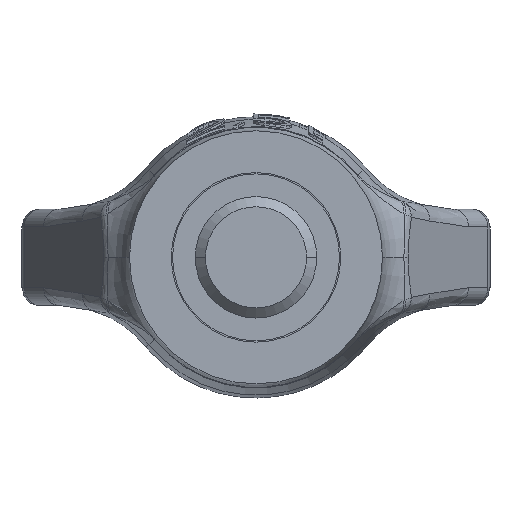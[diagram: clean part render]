
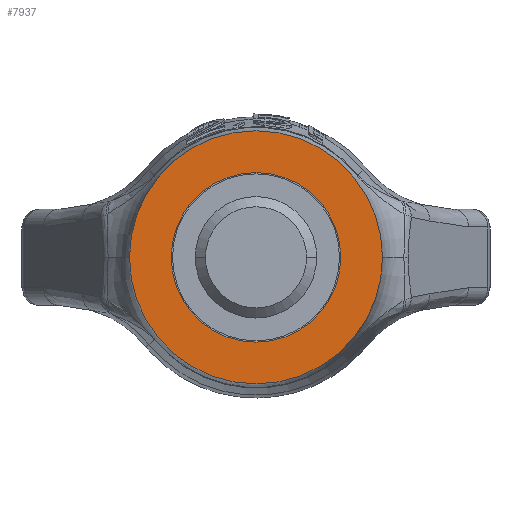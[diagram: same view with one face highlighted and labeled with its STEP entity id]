
A CAD part, front view. The second image highlights one B-rep face of the part: STEP entity #7937.
In plain terms, the highlighted planar face has unit normal (0, -1, 0).
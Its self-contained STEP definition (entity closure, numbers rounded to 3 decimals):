
#264=CARTESIAN_POINT('',(0.,-46.,0.));
#265=DIRECTION('',(0.,1.,0.));
#266=DIRECTION('',(-1.,0.,0.));
#267=AXIS2_PLACEMENT_3D('',#264,#265,#266);
#269=CARTESIAN_POINT('',(0.,-46.,0.));
#270=DIRECTION('',(0.,-1.,0.));
#271=DIRECTION('',(-1.,0.,0.));
#272=AXIS2_PLACEMENT_3D('',#269,#270,#271);
#274=CARTESIAN_POINT('',(0.,-46.,0.));
#275=DIRECTION('',(0.,-1.,0.));
#276=DIRECTION('',(-1.,0.,0.));
#277=AXIS2_PLACEMENT_3D('',#274,#275,#276);
#279=CARTESIAN_POINT('',(0.,-46.,0.));
#280=DIRECTION('',(0.,-1.,0.));
#281=DIRECTION('',(1.,0.,0.));
#282=AXIS2_PLACEMENT_3D('',#279,#280,#281);
#6219=CARTESIAN_POINT('',(-16.75,-46.,0.));
#6220=CARTESIAN_POINT('',(16.75,-46.,0.));
#6221=VERTEX_POINT('',#6219);
#6222=VERTEX_POINT('',#6220);
#7481=CARTESIAN_POINT('',(25.,-46.,0.));
#7483=VERTEX_POINT('',#7481);
#7485=CARTESIAN_POINT('',(-25.,-46.,0.));
#7487=VERTEX_POINT('',#7485);
#7922=CARTESIAN_POINT('',(-25.05,-46.,0.));
#7923=DIRECTION('',(0.,-1.,0.));
#7924=DIRECTION('',(1.,0.,0.));
#7925=AXIS2_PLACEMENT_3D('',#7922,#7923,#7924);
#7926=PLANE('',#7925);
#7927=ORIENTED_EDGE('',*,*,#7903,.T.);
#7928=ORIENTED_EDGE('',*,*,#7892,.F.);
#7929=EDGE_LOOP('',(#7927,#7928));
#7930=FACE_OUTER_BOUND('',#7929,.F.);
#7932=ORIENTED_EDGE('',*,*,#7931,.T.);
#7934=ORIENTED_EDGE('',*,*,#7933,.T.);
#7935=EDGE_LOOP('',(#7932,#7934));
#7936=FACE_BOUND('',#7935,.F.);
#7937=ADVANCED_FACE('',(#7930,#7936),#7926,.T.);
#268=CIRCLE('',#267,25.);
#273=CIRCLE('',#272,25.);
#278=CIRCLE('',#277,16.75);
#283=CIRCLE('',#282,16.75);
#7892=EDGE_CURVE('',#7487,#7483,#273,.T.);
#7903=EDGE_CURVE('',#7487,#7483,#268,.T.);
#7931=EDGE_CURVE('',#6221,#6222,#278,.T.);
#7933=EDGE_CURVE('',#6222,#6221,#283,.T.);
